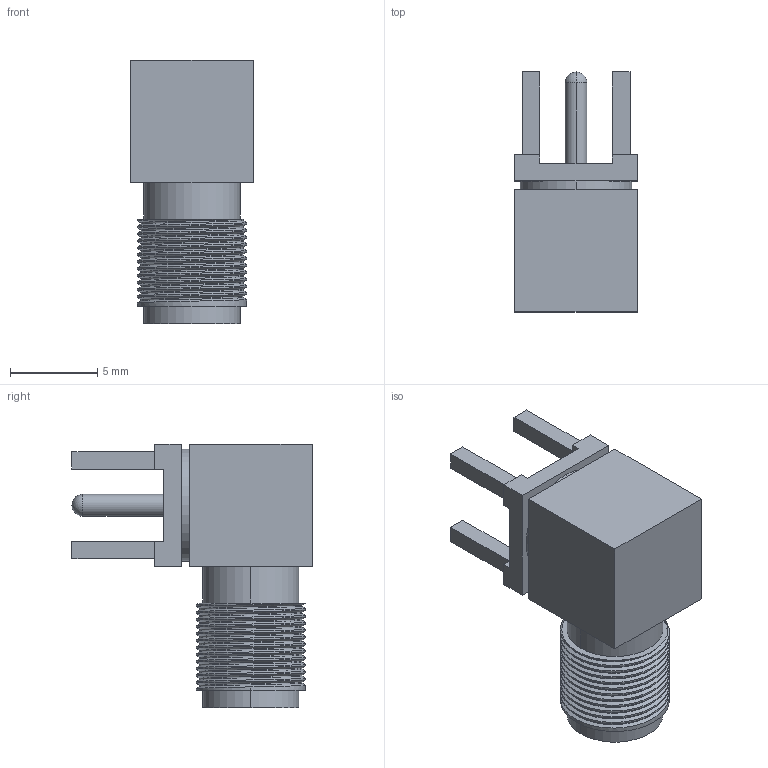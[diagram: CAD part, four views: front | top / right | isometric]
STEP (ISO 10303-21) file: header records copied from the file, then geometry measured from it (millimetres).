
FILE_DESCRIPTION (( 'STEP AP214' ), '1' );
FILE_NAME ('pcb.smafra.ht.STEP', '2021-11-17T07:42:22', ( '' ), ( '' ), 'SwSTEP 2.0', 'SolidWorks 2018', '' );
FILE_SCHEMA (( 'AUTOMOTIVE_DESIGN' ));
Length unit declared in the file: millimetre
Products named in the file (1): pcb.smafra.ht
Bounding box: 7 x 13.75 x 15.1 mm (x, y, z)
Volume: 608.1 mm3; surface area: 732.2 mm2
Topology: 1 solids, 1 shells, 94 faces, 242 edges, 159 vertices
Faces by surface type: plane 45, cylinder 44, bspline 3, sphere 2
Entity records: 4330 total; most frequent: CARTESIAN_POINT 2022, ORIENTED_EDGE 476, DIRECTION 409, EDGE_CURVE 238, VERTEX_POINT 157, LINE 143, VECTOR 143, AXIS2_PLACEMENT_3D 133
